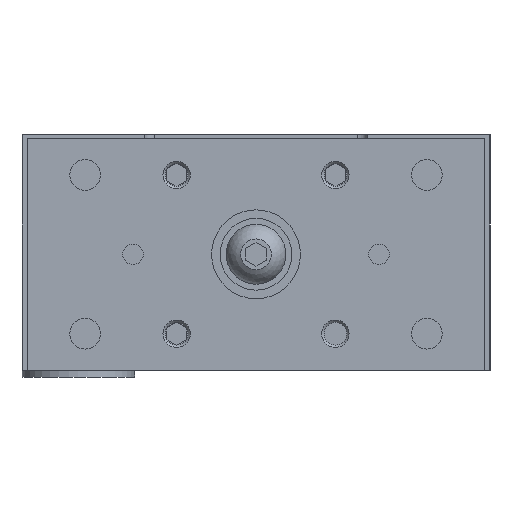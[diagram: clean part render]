
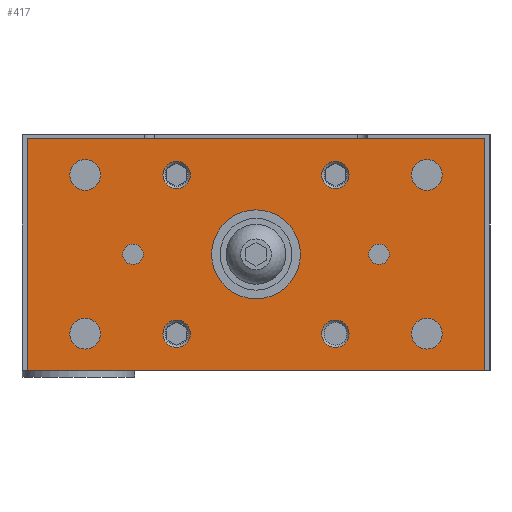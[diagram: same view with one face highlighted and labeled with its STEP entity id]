
A CAD part, left-side view. The second image highlights one B-rep face of the part: STEP entity #417.
In plain terms, the highlighted planar face has unit normal (-1, 0, 0).
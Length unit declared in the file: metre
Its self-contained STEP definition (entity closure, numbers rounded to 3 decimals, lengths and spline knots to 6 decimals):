
#417 = ADVANCED_FACE( '', ( #1206, #1207, #1208, #1209, #1210, #1211, #1212, #1213, #1214, #1215, #1216, #1217 ), #1218, .T. );
#1206 = FACE_OUTER_BOUND( '', #2673, .T. );
#1207 = FACE_BOUND( '', #2674, .T. );
#1208 = FACE_BOUND( '', #2675, .T. );
#1209 = FACE_BOUND( '', #2676, .T. );
#1210 = FACE_BOUND( '', #2677, .T. );
#1211 = FACE_BOUND( '', #2678, .T. );
#1212 = FACE_BOUND( '', #2679, .T. );
#1213 = FACE_BOUND( '', #2680, .T. );
#1214 = FACE_BOUND( '', #2681, .T. );
#1215 = FACE_BOUND( '', #2682, .T. );
#1216 = FACE_BOUND( '', #2683, .T. );
#1217 = FACE_BOUND( '', #2684, .T. );
#1218 = PLANE( '', #2685 );
#2673 = EDGE_LOOP( '', ( #4128, #4129, #4130, #4131 ) );
#2674 = EDGE_LOOP( '', ( #4132 ) );
#2675 = EDGE_LOOP( '', ( #4133 ) );
#2676 = EDGE_LOOP( '', ( #4134 ) );
#2677 = EDGE_LOOP( '', ( #4135 ) );
#2678 = EDGE_LOOP( '', ( #4136 ) );
#2679 = EDGE_LOOP( '', ( #4137 ) );
#2680 = EDGE_LOOP( '', ( #4138 ) );
#2681 = EDGE_LOOP( '', ( #4139 ) );
#2682 = EDGE_LOOP( '', ( #4140 ) );
#2683 = EDGE_LOOP( '', ( #4141 ) );
#2684 = EDGE_LOOP( '', ( #4142 ) );
#2685 = AXIS2_PLACEMENT_3D( '', #4143, #4144, #4145 );
#4128 = ORIENTED_EDGE( '', *, *, #6952, .T. );
#4129 = ORIENTED_EDGE( '', *, *, #6953, .T. );
#4130 = ORIENTED_EDGE( '', *, *, #6954, .T. );
#4131 = ORIENTED_EDGE( '', *, *, #6955, .T. );
#4132 = ORIENTED_EDGE( '', *, *, #6956, .T. );
#4133 = ORIENTED_EDGE( '', *, *, #6957, .F. );
#4134 = ORIENTED_EDGE( '', *, *, #6958, .F. );
#4135 = ORIENTED_EDGE( '', *, *, #6959, .T. );
#4136 = ORIENTED_EDGE( '', *, *, #6960, .T. );
#4137 = ORIENTED_EDGE( '', *, *, #6961, .F. );
#4138 = ORIENTED_EDGE( '', *, *, #6962, .T. );
#4139 = ORIENTED_EDGE( '', *, *, #6963, .F. );
#4140 = ORIENTED_EDGE( '', *, *, #6964, .F. );
#4141 = ORIENTED_EDGE( '', *, *, #6965, .T. );
#4142 = ORIENTED_EDGE( '', *, *, #6966, .T. );
#4143 = CARTESIAN_POINT( '', ( -0.027, -0.067, -0.001 ) );
#4144 = DIRECTION( '', ( -1., 0., 0. ) );
#4145 = DIRECTION( '', ( 0., 0., 1. ) );
#6952 = EDGE_CURVE( '', #7991, #7992, #7993, .T. );
#6953 = EDGE_CURVE( '', #7992, #7994, #7995, .T. );
#6954 = EDGE_CURVE( '', #7994, #7996, #7997, .T. );
#6955 = EDGE_CURVE( '', #7996, #7991, #7998, .T. );
#6956 = EDGE_CURVE( '', #7999, #7999, #8000, .T. );
#6957 = EDGE_CURVE( '', #8001, #8001, #8002, .T. );
#6958 = EDGE_CURVE( '', #8003, #8003, #8004, .T. );
#6959 = EDGE_CURVE( '', #8005, #8005, #8006, .T. );
#6960 = EDGE_CURVE( '', #8007, #8007, #8008, .T. );
#6961 = EDGE_CURVE( '', #8009, #8009, #8010, .T. );
#6962 = EDGE_CURVE( '', #8011, #8011, #8012, .T. );
#6963 = EDGE_CURVE( '', #8013, #8013, #8014, .T. );
#6964 = EDGE_CURVE( '', #8015, #8015, #8016, .T. );
#6965 = EDGE_CURVE( '', #8017, #8017, #8018, .T. );
#6966 = EDGE_CURVE( '', #8019, #8019, #8020, .T. );
#7991 = VERTEX_POINT( '', #9507 );
#7992 = VERTEX_POINT( '', #9508 );
#7993 = LINE( '', #9509, #9510 );
#7994 = VERTEX_POINT( '', #9511 );
#7995 = LINE( '', #9512, #9513 );
#7996 = VERTEX_POINT( '', #9514 );
#7997 = LINE( '', #9515, #9516 );
#7998 = LINE( '', #9517, #9518 );
#7999 = VERTEX_POINT( '', #9519 );
#8000 = CIRCLE( '', #9520, 0.0045 );
#8001 = VERTEX_POINT( '', #9521 );
#8002 = CIRCLE( '', #9522, 0.0045 );
#8003 = VERTEX_POINT( '', #9523 );
#8004 = CIRCLE( '', #9524, 0.0045 );
#8005 = VERTEX_POINT( '', #9525 );
#8006 = CIRCLE( '', #9526, 0.0045 );
#8007 = VERTEX_POINT( '', #9527 );
#8008 = CIRCLE( '', #9528, 0.003 );
#8009 = VERTEX_POINT( '', #9529 );
#8010 = CIRCLE( '', #9530, 0.003 );
#8011 = VERTEX_POINT( '', #9531 );
#8012 = CIRCLE( '', #9532, 0.004 );
#8013 = VERTEX_POINT( '', #9533 );
#8014 = CIRCLE( '', #9534, 0.004 );
#8015 = VERTEX_POINT( '', #9535 );
#8016 = CIRCLE( '', #9536, 0.004 );
#8017 = VERTEX_POINT( '', #9537 );
#8018 = CIRCLE( '', #9538, 0.004 );
#8019 = VERTEX_POINT( '', #9539 );
#8020 = CIRCLE( '', #9540, 0.013 );
#9507 = CARTESIAN_POINT( '', ( -0.027, -0.067, -0.069 ) );
#9508 = CARTESIAN_POINT( '', ( -0.027, -0.067, -0.001 ) );
#9509 = CARTESIAN_POINT( '', ( -0.027, -0.067, -0.069 ) );
#9510 = VECTOR( '', #12001, 1. );
#9511 = CARTESIAN_POINT( '', ( -0.027, 0.067, -0.001 ) );
#9512 = CARTESIAN_POINT( '', ( -0.027, -0.067, -0.001 ) );
#9513 = VECTOR( '', #12002, 1. );
#9514 = CARTESIAN_POINT( '', ( -0.027, 0.067, -0.069 ) );
#9515 = CARTESIAN_POINT( '', ( -0.027, 0.067, -0.001 ) );
#9516 = VECTOR( '', #12003, 1. );
#9517 = CARTESIAN_POINT( '', ( -0.027, 0.067, -0.069 ) );
#9518 = VECTOR( '', #12004, 1. );
#9519 = CARTESIAN_POINT( '', ( -0.027, 0.0455, -0.01175 ) );
#9520 = AXIS2_PLACEMENT_3D( '', #12005, #12006, #12007 );
#9521 = CARTESIAN_POINT( '', ( -0.027, -0.0455, -0.01175 ) );
#9522 = AXIS2_PLACEMENT_3D( '', #12008, #12009, #12010 );
#9523 = CARTESIAN_POINT( '', ( -0.027, 0.0455, -0.05825 ) );
#9524 = AXIS2_PLACEMENT_3D( '', #12011, #12012, #12013 );
#9525 = CARTESIAN_POINT( '', ( -0.027, -0.0455, -0.05825 ) );
#9526 = AXIS2_PLACEMENT_3D( '', #12014, #12015, #12016 );
#9527 = CARTESIAN_POINT( '', ( -0.027, 0.039, -0.035 ) );
#9528 = AXIS2_PLACEMENT_3D( '', #12017, #12018, #12019 );
#9529 = CARTESIAN_POINT( '', ( -0.027, -0.039, -0.035 ) );
#9530 = AXIS2_PLACEMENT_3D( '', #12020, #12021, #12022 );
#9531 = CARTESIAN_POINT( '', ( -0.027, 0.02725, -0.01175 ) );
#9532 = AXIS2_PLACEMENT_3D( '', #12023, #12024, #12025 );
#9533 = CARTESIAN_POINT( '', ( -0.027, -0.02725, -0.01175 ) );
#9534 = AXIS2_PLACEMENT_3D( '', #12026, #12027, #12028 );
#9535 = CARTESIAN_POINT( '', ( -0.027, 0.02725, -0.05825 ) );
#9536 = AXIS2_PLACEMENT_3D( '', #12029, #12030, #12031 );
#9537 = CARTESIAN_POINT( '', ( -0.027, -0.02725, -0.05825 ) );
#9538 = AXIS2_PLACEMENT_3D( '', #12032, #12033, #12034 );
#9539 = CARTESIAN_POINT( '', ( -0.027, 0.013, -0.035 ) );
#9540 = AXIS2_PLACEMENT_3D( '', #12035, #12036, #12037 );
#12001 = DIRECTION( '', ( 0., 0., 1. ) );
#12002 = DIRECTION( '', ( 0., 1., 0. ) );
#12003 = DIRECTION( '', ( 0., 0., -1. ) );
#12004 = DIRECTION( '', ( 0., -1., 0. ) );
#12005 = CARTESIAN_POINT( '', ( -0.027, 0.05, -0.01175 ) );
#12006 = DIRECTION( '', ( 1., 0., 0. ) );
#12007 = DIRECTION( '', ( 0., -1., 0. ) );
#12008 = CARTESIAN_POINT( '', ( -0.027, -0.05, -0.01175 ) );
#12009 = DIRECTION( '', ( -1., 0., 0. ) );
#12010 = DIRECTION( '', ( 0., 1., 0. ) );
#12011 = CARTESIAN_POINT( '', ( -0.027, 0.05, -0.05825 ) );
#12012 = DIRECTION( '', ( -1., 0., 0. ) );
#12013 = DIRECTION( '', ( 0., -1., 0. ) );
#12014 = CARTESIAN_POINT( '', ( -0.027, -0.05, -0.05825 ) );
#12015 = DIRECTION( '', ( 1., 0., 0. ) );
#12016 = DIRECTION( '', ( 0., 1., 0. ) );
#12017 = CARTESIAN_POINT( '', ( -0.027, 0.036, -0.035 ) );
#12018 = DIRECTION( '', ( 1., 0., 0. ) );
#12019 = DIRECTION( '', ( 0., 1., 0. ) );
#12020 = CARTESIAN_POINT( '', ( -0.027, -0.036, -0.035 ) );
#12021 = DIRECTION( '', ( -1., 0., 0. ) );
#12022 = DIRECTION( '', ( 0., -1., 0. ) );
#12023 = CARTESIAN_POINT( '', ( -0.027, 0.02325, -0.01175 ) );
#12024 = DIRECTION( '', ( 1., 0., 0. ) );
#12025 = DIRECTION( '', ( 0., 1., 0. ) );
#12026 = CARTESIAN_POINT( '', ( -0.027, -0.02325, -0.01175 ) );
#12027 = DIRECTION( '', ( -1., 0., 0. ) );
#12028 = DIRECTION( '', ( 0., -1., 0. ) );
#12029 = CARTESIAN_POINT( '', ( -0.027, 0.02325, -0.05825 ) );
#12030 = DIRECTION( '', ( -1., 0., 0. ) );
#12031 = DIRECTION( '', ( 0., 1., 0. ) );
#12032 = CARTESIAN_POINT( '', ( -0.027, -0.02325, -0.05825 ) );
#12033 = DIRECTION( '', ( 1., 0., 0. ) );
#12034 = DIRECTION( '', ( 0., -1., 0. ) );
#12035 = CARTESIAN_POINT( '', ( -0.027, 0., -0.035 ) );
#12036 = DIRECTION( '', ( 1., 0., 0. ) );
#12037 = DIRECTION( '', ( 0., 1., 0. ) );
